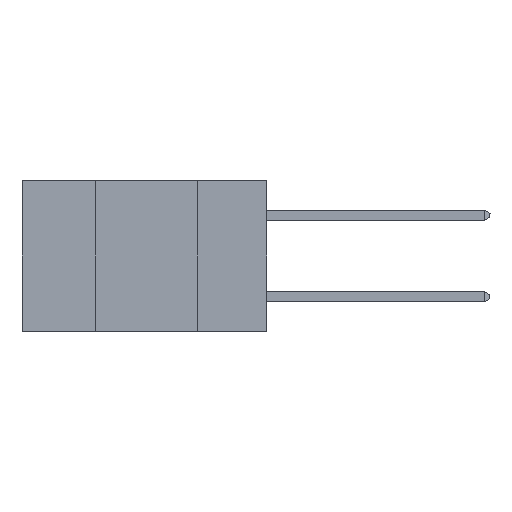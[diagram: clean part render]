
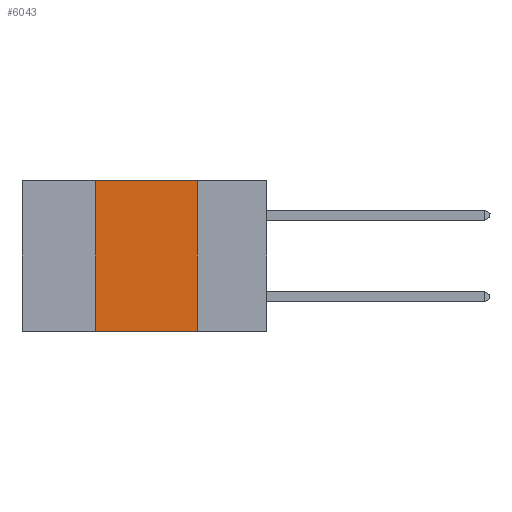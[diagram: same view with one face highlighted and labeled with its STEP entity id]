
A CAD part, left-side view. The second image highlights one B-rep face of the part: STEP entity #6043.
In plain terms, the highlighted planar face has unit normal (-1, 0, 0).
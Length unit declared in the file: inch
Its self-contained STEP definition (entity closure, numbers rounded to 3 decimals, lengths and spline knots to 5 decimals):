
#29 = CARTESIAN_POINT ( 'NONE',  ( 0., 0.42, -0.37 ) ) ;
#198 = CARTESIAN_POINT ( 'NONE',  ( 0., 0.6, -0.37 ) ) ;
#416 = VERTEX_POINT ( 'NONE', #7240 ) ;
#470 = ORIENTED_EDGE ( 'NONE', *, *, #10740, .F. ) ;
#656 = LINE ( 'NONE', #14332, #13579 ) ;
#1029 = VECTOR ( 'NONE', #9128, 39.37008 ) ;
#1397 = ORIENTED_EDGE ( 'NONE', *, *, #9593, .F. ) ;
#1908 = CARTESIAN_POINT ( 'NONE',  ( 0., 0.6, 0. ) ) ;
#1938 = EDGE_LOOP ( 'NONE', ( #1397, #470, #15560, #11048 ) ) ;
#2581 = VERTEX_POINT ( 'NONE', #4264 ) ;
#2684 = VECTOR ( 'NONE', #9441, 39.37008 ) ;
#2824 = CARTESIAN_POINT ( 'NONE',  ( 0., 0.42, 0. ) ) ;
#4264 = CARTESIAN_POINT ( 'NONE',  ( 0., 0.42, 0. ) ) ;
#4451 = VERTEX_POINT ( 'NONE', #8048 ) ;
#4867 = CARTESIAN_POINT ( 'NONE',  ( 0., 0.6, 0. ) ) ;
#4904 = EDGE_CURVE ( 'NONE', #6938, #416, #15381, .T. ) ;
#4907 = EDGE_CURVE ( 'NONE', #6938, #2581, #11406, .T. ) ;
#6043 = ADVANCED_FACE ( 'NONE', ( #14225 ), #6154, .F. ) ;
#6154 = PLANE ( 'NONE',  #7888 ) ;
#6938 = VERTEX_POINT ( 'NONE', #29 ) ;
#7240 = CARTESIAN_POINT ( 'NONE',  ( 0., 0.17, -0.37 ) ) ;
#7395 = DIRECTION ( 'NONE',  ( 0., 0., -1. ) ) ;
#7888 = AXIS2_PLACEMENT_3D ( 'NONE', #4867, #14699, #7395 ) ;
#8048 = CARTESIAN_POINT ( 'NONE',  ( 0., 0.17, 0. ) ) ;
#8183 = VECTOR ( 'NONE', #12732, 39.37008 ) ;
#9128 = DIRECTION ( 'NONE',  ( 0., 0., 1. ) ) ;
#9441 = DIRECTION ( 'NONE',  ( 0., -1., 0. ) ) ;
#9532 = DIRECTION ( 'NONE',  ( 0., 0., -1. ) ) ;
#9593 = EDGE_CURVE ( 'NONE', #4451, #416, #656, .T. ) ;
#10740 = EDGE_CURVE ( 'NONE', #2581, #4451, #12969, .T. ) ;
#11048 = ORIENTED_EDGE ( 'NONE', *, *, #4904, .T. ) ;
#11406 = LINE ( 'NONE', #2824, #1029 ) ;
#12732 = DIRECTION ( 'NONE',  ( 0., -1., 0. ) ) ;
#12969 = LINE ( 'NONE', #1908, #2684 ) ;
#13579 = VECTOR ( 'NONE', #9532, 39.37008 ) ;
#14225 = FACE_OUTER_BOUND ( 'NONE', #1938, .T. ) ;
#14332 = CARTESIAN_POINT ( 'NONE',  ( 0., 0.17, 0. ) ) ;
#14699 = DIRECTION ( 'NONE',  ( 1., 0., 0. ) ) ;
#15381 = LINE ( 'NONE', #198, #8183 ) ;
#15560 = ORIENTED_EDGE ( 'NONE', *, *, #4907, .F. ) ;
